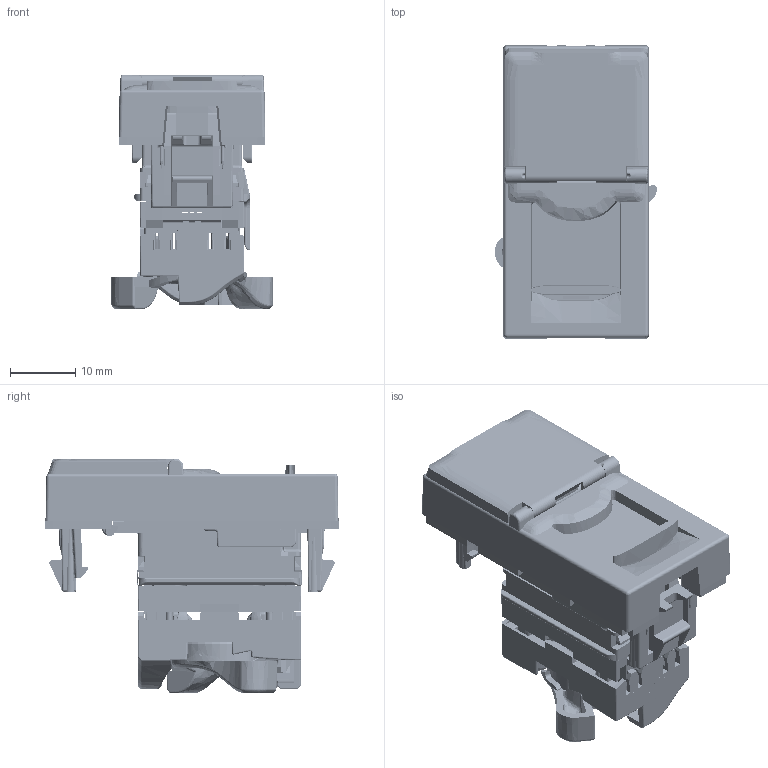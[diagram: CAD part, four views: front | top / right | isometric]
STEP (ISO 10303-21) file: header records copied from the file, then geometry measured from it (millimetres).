
FILE_DESCRIPTION(('CATIA V5 STEP Exchange','CAx-IF Rec.Pracs.--- Model Styling and Organization---1.5--- 2016-08-15','CAx-IF Rec.Pracs.---Supplemental Geometry---1.0---2011-11-01','CAx-IF Rec.Pracs.--- Composite Materials ---1.1---2010-07-15'),'2;1');
FILE_NAME('572306.stp','2022-10-27T14:34:22+00:00',('none'),('none'),'CATIA Version 5-6 Release 2020 SP3','CATIA V5 STEP AP214 v2','none');
FILE_SCHEMA(('AUTOMOTIVE_DESIGN { 1 0 10303 214 1 1 1 1 }'));
Products named in the file (1): 572306
Bounding box: 24.91 x 45 x 35.99 mm (x, y, z)
Volume: 10049.6 mm3; surface area: 19074.3 mm2
Topology: 17 solids, 20 shells, 8249 faces, 23594 edges, 15148 vertices
Faces by surface type: plane 5468, cylinder 1471, bspline 781, cone 256, torus 150, sphere 95, extrusion 20, revolution 8
Entity records: 308977 total; most frequent: CARTESIAN_POINT 117588, ORIENTED_EDGE 46944, DIRECTION 28154, EDGE_CURVE 23472, VERTEX_POINT 15148, VECTOR 13276, LINE 13258, EDGE_LOOP 8470
